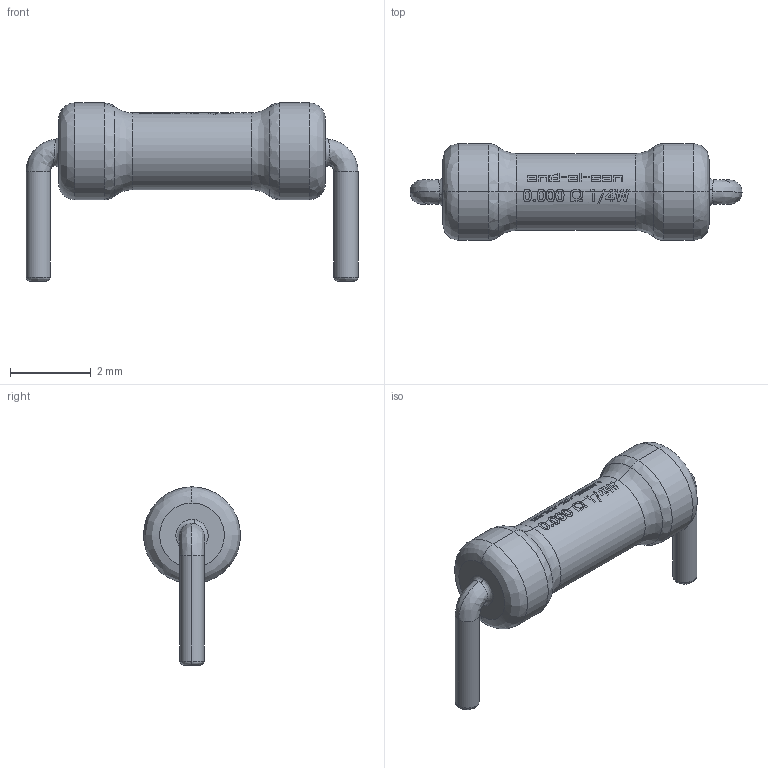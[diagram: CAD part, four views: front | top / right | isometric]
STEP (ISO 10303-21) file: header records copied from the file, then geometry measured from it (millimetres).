
FILE_DESCRIPTION (( 'STEP AP214' ), '1' );
FILE_NAME ('User Library-Res30 0.25W SilCoat.STEP', '2019-04-03T14:07:02', ( '' ), ( '' ), 'SwSTEP 2.0', 'SolidWorks 2019', '' );
FILE_SCHEMA (( 'AUTOMOTIVE_DESIGN' ));
Length unit declared in the file: millimetre
Products named in the file (1): User Library-Res30 0.25W SilCoat
Bounding box: 8.22 x 2.4 x 4.41 mm (x, y, z)
Surface area: 63.9 mm2 (no closed solid volume)
Topology: 0 solids, 9 shells, 279 faces, 648 edges, 397 vertices
Faces by surface type: plane 144, bspline 77, cylinder 58
Entity records: 13723 total; most frequent: CARTESIAN_POINT 5293, ORIENTED_EDGE 1270, DIRECTION 787, EDGE_CURVE 648, VERTEX_POINT 397, B_SPLINE_CURVE_WITH_KNOTS 319, EDGE_LOOP 297, AXIS2_PLACEMENT_3D 297
